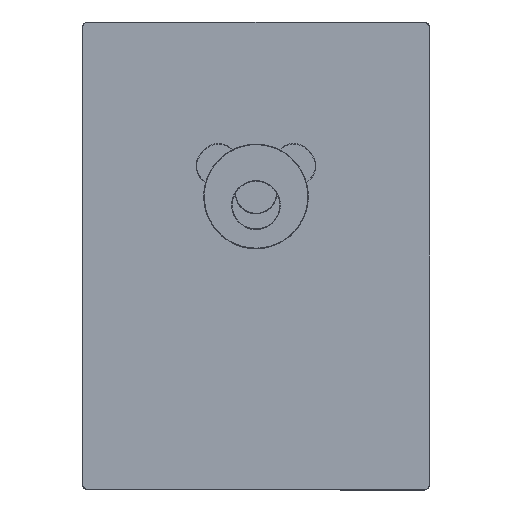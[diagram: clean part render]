
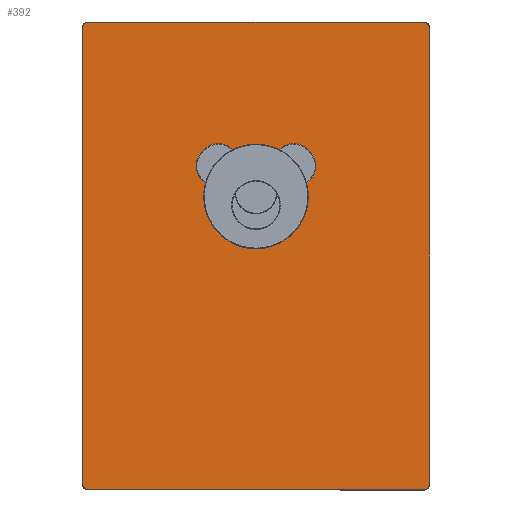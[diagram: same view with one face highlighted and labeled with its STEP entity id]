
A CAD part, front view. The second image highlights one B-rep face of the part: STEP entity #392.
In plain terms, the highlighted face is planar.
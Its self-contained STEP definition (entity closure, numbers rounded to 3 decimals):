
#153=FACE_BOUND('',#1522,.T.);
#392=ADVANCED_FACE('',(#947,#153),#7999,.T.);
#947=FACE_OUTER_BOUND('',#1521,.T.);
#1521=EDGE_LOOP('',(#2609,#2610,#2611,#2612,#2613,#2614,#2615,#2616));
#1522=EDGE_LOOP('',(#2617,#2618,#2619,#2620,#2621,#2622,#2623,#2624,#2625,
#2626,#2627));
#2609=ORIENTED_EDGE('',*,*,#4988,.F.);
#2610=ORIENTED_EDGE('',*,*,#4918,.F.);
#2611=ORIENTED_EDGE('',*,*,#4986,.F.);
#2612=ORIENTED_EDGE('',*,*,#4919,.F.);
#2613=ORIENTED_EDGE('',*,*,#4980,.F.);
#2614=ORIENTED_EDGE('',*,*,#4920,.F.);
#2615=ORIENTED_EDGE('',*,*,#4982,.F.);
#2616=ORIENTED_EDGE('',*,*,#4921,.F.);
#2617=ORIENTED_EDGE('',*,*,#4865,.T.);
#2618=ORIENTED_EDGE('',*,*,#4869,.T.);
#2619=ORIENTED_EDGE('',*,*,#5001,.F.);
#2620=ORIENTED_EDGE('',*,*,#4861,.T.);
#2621=ORIENTED_EDGE('',*,*,#5004,.F.);
#2622=ORIENTED_EDGE('',*,*,#5005,.F.);
#2623=ORIENTED_EDGE('',*,*,#5008,.F.);
#2624=ORIENTED_EDGE('',*,*,#5011,.F.);
#2625=ORIENTED_EDGE('',*,*,#5014,.F.);
#2626=ORIENTED_EDGE('',*,*,#5017,.F.);
#2627=ORIENTED_EDGE('',*,*,#5029,.F.);
#4861=EDGE_CURVE('',#7318,#7317,#6676,.T.);
#4865=EDGE_CURVE('',#7322,#7321,#6678,.T.);
#4869=EDGE_CURVE('',#7321,#7324,#6680,.T.);
#4918=EDGE_CURVE('',#7373,#7371,#6063,.T.);
#4919=EDGE_CURVE('',#7375,#7374,#6064,.T.);
#4920=EDGE_CURVE('',#7377,#7376,#6065,.T.);
#4921=EDGE_CURVE('',#7372,#7378,#6066,.T.);
#4980=EDGE_CURVE('',#7376,#7375,#6725,.T.);
#4982=EDGE_CURVE('',#7378,#7377,#6726,.T.);
#4986=EDGE_CURVE('',#7374,#7373,#6727,.T.);
#4988=EDGE_CURVE('',#7371,#7372,#6728,.T.);
#5001=EDGE_CURVE('',#7318,#7324,#6736,.T.);
#5004=EDGE_CURVE('',#7366,#7317,#6738,.T.);
#5005=EDGE_CURVE('',#7367,#7366,#6739,.T.);
#5008=EDGE_CURVE('',#7368,#7367,#6741,.T.);
#5011=EDGE_CURVE('',#7369,#7368,#6743,.T.);
#5014=EDGE_CURVE('',#7370,#7369,#6745,.T.);
#5017=EDGE_CURVE('',#7365,#7370,#6747,.T.);
#5029=EDGE_CURVE('',#7322,#7365,#6755,.T.);
#6063=B_SPLINE_CURVE_WITH_KNOTS('',1,(#13283,#13284),.UNSPECIFIED.,.F.,
 .F.,(2,2),(-578.,0.),.UNSPECIFIED.);
#6064=B_SPLINE_CURVE_WITH_KNOTS('',1,(#13285,#13286),.UNSPECIFIED.,.F.,
 .F.,(2,2),(-785.,0.),.UNSPECIFIED.);
#6065=B_SPLINE_CURVE_WITH_KNOTS('',1,(#13287,#13288),.UNSPECIFIED.,.F.,
 .F.,(2,2),(-578.,0.),.UNSPECIFIED.);
#6066=B_SPLINE_CURVE_WITH_KNOTS('',1,(#13289,#13290),.UNSPECIFIED.,.F.,
 .F.,(2,2),(-785.,0.),.UNSPECIFIED.);
#6676=(
BOUNDED_CURVE()
B_SPLINE_CURVE(2,(#13112,#13113,#13114),.UNSPECIFIED.,.F.,.F.)
B_SPLINE_CURVE_WITH_KNOTS((3,3),(-34.187,0.),.UNSPECIFIED.)
CURVE()
GEOMETRIC_REPRESENTATION_ITEM()
RATIONAL_B_SPLINE_CURVE((1.,0.869,1.))
REPRESENTATION_ITEM('')
);
#6678=(
BOUNDED_CURVE()
B_SPLINE_CURVE(2,(#13122,#13123,#13124),.UNSPECIFIED.,.F.,.F.)
B_SPLINE_CURVE_WITH_KNOTS((3,3),(-24.032,0.),.UNSPECIFIED.)
CURVE()
GEOMETRIC_REPRESENTATION_ITEM()
RATIONAL_B_SPLINE_CURVE((1.,0.991,1.))
REPRESENTATION_ITEM('')
);
#6680=(
BOUNDED_CURVE()
B_SPLINE_CURVE(2,(#13134,#13135,#13136,#13137,#13138),.UNSPECIFIED.,.F.,
 .F.)
B_SPLINE_CURVE_WITH_KNOTS((3,2,3),(-282.743,-141.372,
0.),.UNSPECIFIED.)
CURVE()
GEOMETRIC_REPRESENTATION_ITEM()
RATIONAL_B_SPLINE_CURVE((1.,0.707,1.,0.707,1.))
REPRESENTATION_ITEM('')
);
#6725=(
BOUNDED_CURVE()
B_SPLINE_CURVE(2,(#13467,#13468,#13469),.UNSPECIFIED.,.F.,.F.)
B_SPLINE_CURVE_WITH_KNOTS((3,3),(0.,14.608),.UNSPECIFIED.)
CURVE()
GEOMETRIC_REPRESENTATION_ITEM()
RATIONAL_B_SPLINE_CURVE((1.,0.707,1.))
REPRESENTATION_ITEM('')
);
#6726=(
BOUNDED_CURVE()
B_SPLINE_CURVE(2,(#13472,#13473,#13474),.UNSPECIFIED.,.F.,.F.)
B_SPLINE_CURVE_WITH_KNOTS((3,3),(0.,14.608),.UNSPECIFIED.)
CURVE()
GEOMETRIC_REPRESENTATION_ITEM()
RATIONAL_B_SPLINE_CURVE((1.,0.707,1.))
REPRESENTATION_ITEM('')
);
#6727=(
BOUNDED_CURVE()
B_SPLINE_CURVE(2,(#13481,#13482,#13483),.UNSPECIFIED.,.F.,.F.)
B_SPLINE_CURVE_WITH_KNOTS((3,3),(0.,14.608),.UNSPECIFIED.)
CURVE()
GEOMETRIC_REPRESENTATION_ITEM()
RATIONAL_B_SPLINE_CURVE((1.,0.707,1.))
REPRESENTATION_ITEM('')
);
#6728=(
BOUNDED_CURVE()
B_SPLINE_CURVE(2,(#13486,#13487,#13488),.UNSPECIFIED.,.F.,.F.)
B_SPLINE_CURVE_WITH_KNOTS((3,3),(0.,14.608),.UNSPECIFIED.)
CURVE()
GEOMETRIC_REPRESENTATION_ITEM()
RATIONAL_B_SPLINE_CURVE((1.,0.707,1.))
REPRESENTATION_ITEM('')
);
#6736=(
BOUNDED_CURVE()
B_SPLINE_CURVE(2,(#13520,#13521,#13522),.UNSPECIFIED.,.F.,.F.)
B_SPLINE_CURVE_WITH_KNOTS((3,3),(0.,24.032),.UNSPECIFIED.)
CURVE()
GEOMETRIC_REPRESENTATION_ITEM()
RATIONAL_B_SPLINE_CURVE((1.,0.991,1.))
REPRESENTATION_ITEM('')
);
#6738=(
BOUNDED_CURVE()
B_SPLINE_CURVE(2,(#13528,#13529,#13530),.UNSPECIFIED.,.F.,.F.)
B_SPLINE_CURVE_WITH_KNOTS((3,3),(0.,16.835),.UNSPECIFIED.)
CURVE()
GEOMETRIC_REPRESENTATION_ITEM()
RATIONAL_B_SPLINE_CURVE((1.,0.968,1.))
REPRESENTATION_ITEM('')
);
#6739=(
BOUNDED_CURVE()
B_SPLINE_CURVE(2,(#13531,#13532,#13533),.UNSPECIFIED.,.F.,.F.)
B_SPLINE_CURVE_WITH_KNOTS((3,3),(0.,20.909),.UNSPECIFIED.)
CURVE()
GEOMETRIC_REPRESENTATION_ITEM()
RATIONAL_B_SPLINE_CURVE((1.,0.98,1.))
REPRESENTATION_ITEM('')
);
#6741=(
BOUNDED_CURVE()
B_SPLINE_CURVE(2,(#13539,#13540,#13541),.UNSPECIFIED.,.F.,.F.)
B_SPLINE_CURVE_WITH_KNOTS((3,3),(0.,49.191),.UNSPECIFIED.)
CURVE()
GEOMETRIC_REPRESENTATION_ITEM()
RATIONAL_B_SPLINE_CURVE((1.,0.735,1.))
REPRESENTATION_ITEM('')
);
#6743=(
BOUNDED_CURVE()
B_SPLINE_CURVE(2,(#13547,#13548,#13549),.UNSPECIFIED.,.F.,.F.)
B_SPLINE_CURVE_WITH_KNOTS((3,3),(0.,84.361),.UNSPECIFIED.)
CURVE()
GEOMETRIC_REPRESENTATION_ITEM()
RATIONAL_B_SPLINE_CURVE((1.,0.892,1.))
REPRESENTATION_ITEM('')
);
#6745=(
BOUNDED_CURVE()
B_SPLINE_CURVE(2,(#13555,#13556,#13557),.UNSPECIFIED.,.F.,.F.)
B_SPLINE_CURVE_WITH_KNOTS((3,3),(0.,49.191),.UNSPECIFIED.)
CURVE()
GEOMETRIC_REPRESENTATION_ITEM()
RATIONAL_B_SPLINE_CURVE((1.,0.735,1.))
REPRESENTATION_ITEM('')
);
#6747=(
BOUNDED_CURVE()
B_SPLINE_CURVE(2,(#13563,#13564,#13565),.UNSPECIFIED.,.F.,.F.)
B_SPLINE_CURVE_WITH_KNOTS((3,3),(0.,20.909),.UNSPECIFIED.)
CURVE()
GEOMETRIC_REPRESENTATION_ITEM()
RATIONAL_B_SPLINE_CURVE((1.,0.98,1.))
REPRESENTATION_ITEM('')
);
#6755=(
BOUNDED_CURVE()
B_SPLINE_CURVE(2,(#13595,#13596,#13597),.UNSPECIFIED.,.F.,.F.)
B_SPLINE_CURVE_WITH_KNOTS((3,3),(0.,51.021),.UNSPECIFIED.)
CURVE()
GEOMETRIC_REPRESENTATION_ITEM()
RATIONAL_B_SPLINE_CURVE((1.,0.716,1.))
REPRESENTATION_ITEM('')
);
#7317=VERTEX_POINT('',#12915);
#7318=VERTEX_POINT('',#12916);
#7321=VERTEX_POINT('',#12919);
#7322=VERTEX_POINT('',#12920);
#7324=VERTEX_POINT('',#12922);
#7365=VERTEX_POINT('',#12963);
#7366=VERTEX_POINT('',#12964);
#7367=VERTEX_POINT('',#12965);
#7368=VERTEX_POINT('',#12966);
#7369=VERTEX_POINT('',#12967);
#7370=VERTEX_POINT('',#12968);
#7371=VERTEX_POINT('',#12969);
#7372=VERTEX_POINT('',#12970);
#7373=VERTEX_POINT('',#12971);
#7374=VERTEX_POINT('',#12972);
#7375=VERTEX_POINT('',#12973);
#7376=VERTEX_POINT('',#12974);
#7377=VERTEX_POINT('',#12975);
#7378=VERTEX_POINT('',#12976);
#7999=PLANE('',#8825);
#8825=AXIS2_PLACEMENT_3D('',#11980,#9059,$);
#9059=DIRECTION('',(0.,0.,-1.));
#11980=CARTESIAN_POINT('',(-58.96,-884.66,0.));
#12915=CARTESIAN_POINT('',(196.009,-557.139,0.));
#12916=CARTESIAN_POINT('',(212.189,-528.747,0.));
#12919=CARTESIAN_POINT('',(389.,-505.,0.));
#12920=CARTESIAN_POINT('',(385.811,-528.747,0.));
#12922=CARTESIAN_POINT('',(209.,-505.,0.));
#12963=CARTESIAN_POINT('',(397.789,-573.253,0.));
#12964=CARTESIAN_POINT('',(200.211,-573.253,0.));
#12965=CARTESIAN_POINT('',(213.74,-589.013,0.));
#12966=CARTESIAN_POINT('',(258.347,-585.295,0.));
#12967=CARTESIAN_POINT('',(339.653,-585.295,0.));
#12968=CARTESIAN_POINT('',(384.26,-589.013,0.));
#12969=CARTESIAN_POINT('',(10.,-0.7,0.));
#12970=CARTESIAN_POINT('',(0.7,-10.,0.));
#12971=CARTESIAN_POINT('',(588.,-0.7,0.));
#12972=CARTESIAN_POINT('',(597.3,-10.,0.));
#12973=CARTESIAN_POINT('',(597.3,-795.,0.));
#12974=CARTESIAN_POINT('',(588.,-804.3,0.));
#12975=CARTESIAN_POINT('',(10.,-804.3,0.));
#12976=CARTESIAN_POINT('',(0.7,-795.,0.));
#13112=CARTESIAN_POINT('',(212.189,-528.747,0.));
#13113=CARTESIAN_POINT('',(196.009,-538.332,0.));
#13114=CARTESIAN_POINT('',(196.009,-557.139,0.));
#13122=CARTESIAN_POINT('',(385.811,-528.747,0.));
#13123=CARTESIAN_POINT('',(389.,-517.088,0.));
#13124=CARTESIAN_POINT('',(389.,-505.,0.));
#13134=CARTESIAN_POINT('',(389.,-505.,0.));
#13135=CARTESIAN_POINT('',(389.,-415.,0.));
#13136=CARTESIAN_POINT('',(299.,-415.,0.));
#13137=CARTESIAN_POINT('',(209.,-415.,0.));
#13138=CARTESIAN_POINT('',(209.,-505.,0.));
#13283=CARTESIAN_POINT('',(588.,-0.7,0.));
#13284=CARTESIAN_POINT('',(10.,-0.7,0.));
#13285=CARTESIAN_POINT('',(597.3,-795.,0.));
#13286=CARTESIAN_POINT('',(597.3,-10.,0.));
#13287=CARTESIAN_POINT('',(10.,-804.3,0.));
#13288=CARTESIAN_POINT('',(588.,-804.3,0.));
#13289=CARTESIAN_POINT('',(0.7,-10.,0.));
#13290=CARTESIAN_POINT('',(0.7,-795.,0.));
#13467=CARTESIAN_POINT('',(588.,-804.3,0.));
#13468=CARTESIAN_POINT('',(597.3,-804.3,0.));
#13469=CARTESIAN_POINT('',(597.3,-795.,0.));
#13472=CARTESIAN_POINT('',(0.7,-795.,0.));
#13473=CARTESIAN_POINT('',(0.7,-804.3,0.));
#13474=CARTESIAN_POINT('',(10.,-804.3,0.));
#13481=CARTESIAN_POINT('',(597.3,-10.,0.));
#13482=CARTESIAN_POINT('',(597.3,-0.7,0.));
#13483=CARTESIAN_POINT('',(588.,-0.7,0.));
#13486=CARTESIAN_POINT('',(10.,-0.7,0.));
#13487=CARTESIAN_POINT('',(0.7,-0.7,0.));
#13488=CARTESIAN_POINT('',(0.7,-10.,0.));
#13520=CARTESIAN_POINT('',(212.189,-528.747,0.));
#13521=CARTESIAN_POINT('',(209.,-517.088,0.));
#13522=CARTESIAN_POINT('',(209.,-505.,0.));
#13528=CARTESIAN_POINT('',(200.211,-573.253,0.));
#13529=CARTESIAN_POINT('',(196.009,-565.743,0.));
#13530=CARTESIAN_POINT('',(196.009,-557.139,0.));
#13531=CARTESIAN_POINT('',(213.74,-589.013,0.));
#13532=CARTESIAN_POINT('',(205.384,-582.498,0.));
#13533=CARTESIAN_POINT('',(200.211,-573.253,0.));
#13539=CARTESIAN_POINT('',(258.347,-585.295,0.));
#13540=CARTESIAN_POINT('',(237.759,-607.737,0.));
#13541=CARTESIAN_POINT('',(213.74,-589.013,0.));
#13547=CARTESIAN_POINT('',(339.653,-585.295,0.));
#13548=CARTESIAN_POINT('',(299.,-605.878,0.));
#13549=CARTESIAN_POINT('',(258.347,-585.295,0.));
#13555=CARTESIAN_POINT('',(384.26,-589.013,0.));
#13556=CARTESIAN_POINT('',(360.241,-607.737,0.));
#13557=CARTESIAN_POINT('',(339.653,-585.295,0.));
#13563=CARTESIAN_POINT('',(397.789,-573.253,0.));
#13564=CARTESIAN_POINT('',(392.616,-582.498,0.));
#13565=CARTESIAN_POINT('',(384.26,-589.013,0.));
#13595=CARTESIAN_POINT('',(385.811,-528.747,0.));
#13596=CARTESIAN_POINT('',(413.51,-545.157,0.));
#13597=CARTESIAN_POINT('',(397.789,-573.253,0.));
